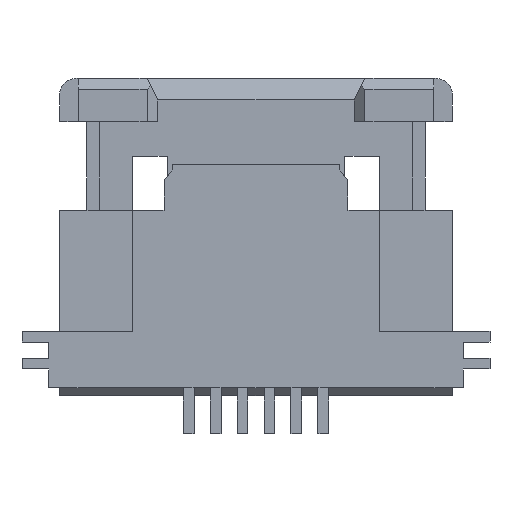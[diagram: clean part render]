
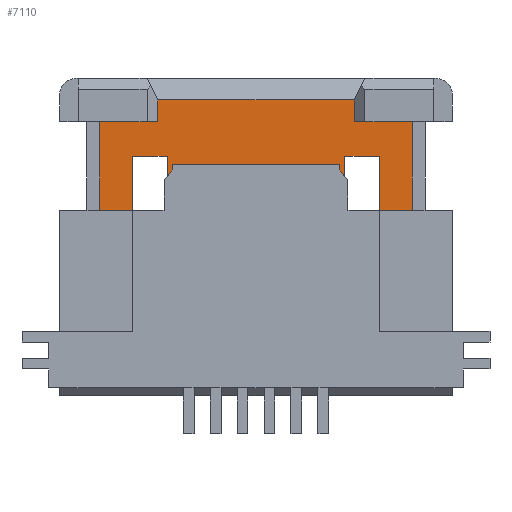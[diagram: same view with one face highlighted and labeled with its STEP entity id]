
A CAD part, front view. The second image highlights one B-rep face of the part: STEP entity #7110.
In plain terms, the highlighted planar face has unit normal (0, -1, 0).
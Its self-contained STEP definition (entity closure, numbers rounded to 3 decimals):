
#38=DIRECTION('',(-1.,0.,0.));
#39=VECTOR('',#38,1.075);
#40=CARTESIAN_POINT('',(2.9,0.9,5.1));
#41=LINE('',#40,#39);
#90=DIRECTION('',(-1.,0.,0.));
#91=VECTOR('',#90,1.075);
#92=CARTESIAN_POINT('',(-1.825,0.9,5.1));
#93=LINE('',#92,#91);
#2346=DIRECTION('',(-1.,0.,0.));
#2347=VECTOR('',#2346,0.6);
#2348=CARTESIAN_POINT('',(2.9,0.9,3.45));
#2349=LINE('',#2348,#2347);
#2350=DIRECTION('',(1.,0.,0.));
#2351=VECTOR('',#2350,0.65);
#2352=CARTESIAN_POINT('',(1.65,0.9,4.45));
#2353=LINE('',#2352,#2351);
#2354=DIRECTION('',(0.,0.,1.));
#2355=VECTOR('',#2354,0.85);
#2356=CARTESIAN_POINT('',(1.65,0.9,3.6));
#2357=LINE('',#2356,#2355);
#2358=DIRECTION('',(1.,0.,0.));
#2359=VECTOR('',#2358,3.3);
#2360=CARTESIAN_POINT('',(-1.65,0.9,3.6));
#2361=LINE('',#2360,#2359);
#2362=DIRECTION('',(0.,0.,-1.));
#2363=VECTOR('',#2362,0.85);
#2364=CARTESIAN_POINT('',(-1.65,0.9,4.45));
#2365=LINE('',#2364,#2363);
#2366=DIRECTION('',(1.,0.,0.));
#2367=VECTOR('',#2366,0.65);
#2368=CARTESIAN_POINT('',(-2.3,0.9,4.45));
#2369=LINE('',#2368,#2367);
#2370=DIRECTION('',(0.,0.,-1.));
#2371=VECTOR('',#2370,1.);
#2372=CARTESIAN_POINT('',(-2.3,0.9,4.45));
#2373=LINE('',#2372,#2371);
#2374=DIRECTION('',(-1.,0.,0.));
#2375=VECTOR('',#2374,0.6);
#2376=CARTESIAN_POINT('',(-2.3,0.9,3.45));
#2377=LINE('',#2376,#2375);
#2378=DIRECTION('',(0.,0.,1.));
#2379=VECTOR('',#2378,1.65);
#2380=CARTESIAN_POINT('',(-2.9,0.9,3.45));
#2381=LINE('',#2380,#2379);
#2382=DIRECTION('',(1.,0.,0.));
#2383=VECTOR('',#2382,3.65);
#2384=CARTESIAN_POINT('',(-1.825,0.9,5.5));
#2385=LINE('',#2384,#2383);
#2386=DIRECTION('',(0.,0.,-1.));
#2387=VECTOR('',#2386,0.4);
#2388=CARTESIAN_POINT('',(1.825,0.9,5.5));
#2389=LINE('',#2388,#2387);
#2390=DIRECTION('',(0.,0.,1.));
#2391=VECTOR('',#2390,1.65);
#2392=CARTESIAN_POINT('',(2.9,0.9,3.45));
#2393=LINE('',#2392,#2391);
#2394=DIRECTION('',(0.,0.,-1.));
#2395=VECTOR('',#2394,1.);
#2396=CARTESIAN_POINT('',(2.3,0.9,4.45));
#2397=LINE('',#2396,#2395);
#2805=DIRECTION('',(0.,0.,-1.));
#2806=VECTOR('',#2805,0.4);
#2807=CARTESIAN_POINT('',(-1.825,0.9,5.5));
#2808=LINE('',#2807,#2806);
#3000=CARTESIAN_POINT('',(-1.825,0.9,5.5));
#3002=VERTEX_POINT('',#3000);
#3003=CARTESIAN_POINT('',(1.825,0.9,5.5));
#3004=VERTEX_POINT('',#3003);
#3017=CARTESIAN_POINT('',(-1.825,0.9,5.1));
#3018=VERTEX_POINT('',#3017);
#3019=CARTESIAN_POINT('',(1.825,0.9,5.1));
#3020=VERTEX_POINT('',#3019);
#3033=CARTESIAN_POINT('',(-2.9,0.9,5.1));
#3034=VERTEX_POINT('',#3033);
#3035=CARTESIAN_POINT('',(2.9,0.9,5.1));
#3036=VERTEX_POINT('',#3035);
#3043=CARTESIAN_POINT('',(-2.3,0.9,4.45));
#3044=CARTESIAN_POINT('',(-1.65,0.9,4.45));
#3045=VERTEX_POINT('',#3043);
#3046=VERTEX_POINT('',#3044);
#3047=CARTESIAN_POINT('',(1.65,0.9,4.45));
#3048=CARTESIAN_POINT('',(2.3,0.9,4.45));
#3049=VERTEX_POINT('',#3047);
#3050=VERTEX_POINT('',#3048);
#3063=CARTESIAN_POINT('',(1.65,0.9,3.6));
#3065=VERTEX_POINT('',#3063);
#3069=CARTESIAN_POINT('',(-1.65,0.9,3.6));
#3070=VERTEX_POINT('',#3069);
#3153=CARTESIAN_POINT('',(-2.9,0.9,3.45));
#3155=VERTEX_POINT('',#3153);
#3157=CARTESIAN_POINT('',(2.9,0.9,3.45));
#3159=VERTEX_POINT('',#3157);
#3637=CARTESIAN_POINT('',(-2.3,0.9,3.45));
#3638=VERTEX_POINT('',#3637);
#3639=CARTESIAN_POINT('',(2.3,0.9,3.45));
#3640=VERTEX_POINT('',#3639);
#7075=CARTESIAN_POINT('',(1.825,0.9,5.9));
#7076=DIRECTION('',(0.,1.,0.));
#7077=DIRECTION('',(-1.,0.,0.));
#7078=AXIS2_PLACEMENT_3D('',#7075,#7076,#7077);
#7079=PLANE('',#7078);
#7080=ORIENTED_EDGE('',*,*,#3900,.T.);
#7082=ORIENTED_EDGE('',*,*,#7081,.F.);
#7084=ORIENTED_EDGE('',*,*,#7083,.F.);
#7086=ORIENTED_EDGE('',*,*,#7085,.F.);
#7088=ORIENTED_EDGE('',*,*,#7087,.F.);
#7090=ORIENTED_EDGE('',*,*,#7089,.F.);
#7092=ORIENTED_EDGE('',*,*,#7091,.F.);
#7094=ORIENTED_EDGE('',*,*,#7093,.T.);
#7095=ORIENTED_EDGE('',*,*,#3943,.T.);
#7097=ORIENTED_EDGE('',*,*,#7096,.T.);
#7098=ORIENTED_EDGE('',*,*,#3839,.F.);
#7100=ORIENTED_EDGE('',*,*,#7099,.F.);
#7102=ORIENTED_EDGE('',*,*,#7101,.T.);
#7104=ORIENTED_EDGE('',*,*,#7103,.T.);
#7105=ORIENTED_EDGE('',*,*,#3799,.F.);
#7107=ORIENTED_EDGE('',*,*,#7106,.F.);
#7108=EDGE_LOOP('',(#7080,#7082,#7084,#7086,#7088,#7090,#7092,#7094,#7095,#7097,
#7098,#7100,#7102,#7104,#7105,#7107));
#7109=FACE_OUTER_BOUND('',#7108,.F.);
#7110=ADVANCED_FACE('',(#7109),#7079,.F.);
#3799=EDGE_CURVE('',#3036,#3020,#41,.T.);
#3839=EDGE_CURVE('',#3018,#3034,#93,.T.);
#3900=EDGE_CURVE('',#3159,#3640,#2349,.T.);
#3943=EDGE_CURVE('',#3638,#3155,#2377,.T.);
#7081=EDGE_CURVE('',#3050,#3640,#2397,.T.);
#7083=EDGE_CURVE('',#3049,#3050,#2353,.T.);
#7085=EDGE_CURVE('',#3065,#3049,#2357,.T.);
#7087=EDGE_CURVE('',#3070,#3065,#2361,.T.);
#7089=EDGE_CURVE('',#3046,#3070,#2365,.T.);
#7091=EDGE_CURVE('',#3045,#3046,#2369,.T.);
#7093=EDGE_CURVE('',#3045,#3638,#2373,.T.);
#7096=EDGE_CURVE('',#3155,#3034,#2381,.T.);
#7099=EDGE_CURVE('',#3002,#3018,#2808,.T.);
#7101=EDGE_CURVE('',#3002,#3004,#2385,.T.);
#7103=EDGE_CURVE('',#3004,#3020,#2389,.T.);
#7106=EDGE_CURVE('',#3159,#3036,#2393,.T.);
